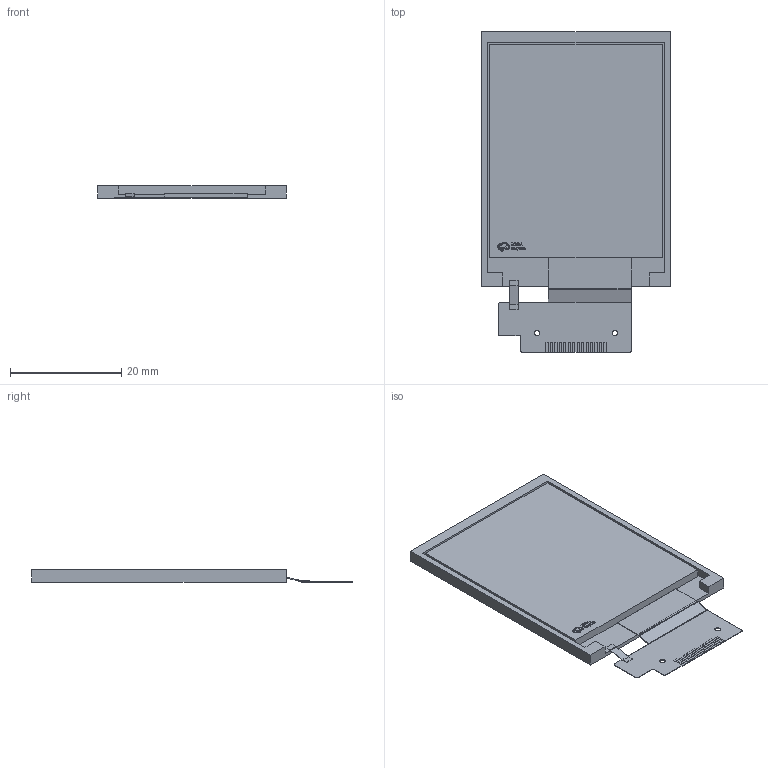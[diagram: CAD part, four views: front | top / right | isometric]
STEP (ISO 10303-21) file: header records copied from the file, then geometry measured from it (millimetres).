
FILE_DESCRIPTION(('FreeCAD Model'),'2;1');
FILE_NAME('Open CASCADE Shape Model','2024-12-30T17:12:14',('Author'),( ''),'Open CASCADE STEP processor 7.7','FreeCAD','Unknown');
FILE_SCHEMA(('AUTOMOTIVE_DESIGN { 1 0 10303 214 1 1 1 1 }'));
Length unit declared in the file: millimetre
Products named in the file (21): diMu-PCBModel; diMu-LCD2-LCD-SMD_N177-1216TCWPG01-H14; COMPOUND016; COMPOUND; COMPOUND001; COMPOUND002; COMPOUND003; COMPOUND004; COMPOUND005; COMPOUND006; COMPOUND007; COMPOUND008; COMPOUND009; COMPOUND010; COMPOUND011; COMPOUND012; COMPOUND013; COMPOUND014; COMPOUND015; diMu-LCD1-LCD-SMD_N177-1216TCWPG01-H14; COMPOUND033
Assembly tree (36 placements, depth 4):
  diMu-PCBModel
    diMu-LCD2-LCD-SMD_N177-1216TCWPG01-H14
      COMPOUND016
        COMPOUND
        COMPOUND001
        COMPOUND002
        COMPOUND003
        COMPOUND004
        COMPOUND005
        COMPOUND006
        COMPOUND007
        COMPOUND008
        COMPOUND009
        COMPOUND010
        COMPOUND011
        COMPOUND012
        COMPOUND013
        COMPOUND014
        COMPOUND015
    diMu-LCD1-LCD-SMD_N177-1216TCWPG01-H14
      COMPOUND033
        COMPOUND
        COMPOUND001
        COMPOUND002
        COMPOUND003
        COMPOUND004
        COMPOUND005
        COMPOUND006
        COMPOUND007
        COMPOUND008
        COMPOUND009
        COMPOUND010
        COMPOUND011
        COMPOUND012
        COMPOUND013
        COMPOUND014
        COMPOUND015
Bounding box: 34 x 57.73 x 2.23 mm (x, y, z)
Surface area: 9051.5 mm2
Topology: 32 solids, 32 shells, 786 faces, 2036 edges, 1356 vertices
Faces by surface type: plane 564, bspline 196, cylinder 26
Entity records: 15004 total; most frequent: CARTESIAN_POINT 3432, ORIENTED_EDGE 2036, DIRECTION 1510, EDGE_CURVE 1018, LINE 790, VECTOR 790, VERTEX_POINT 678, FACE_BOUND 418
